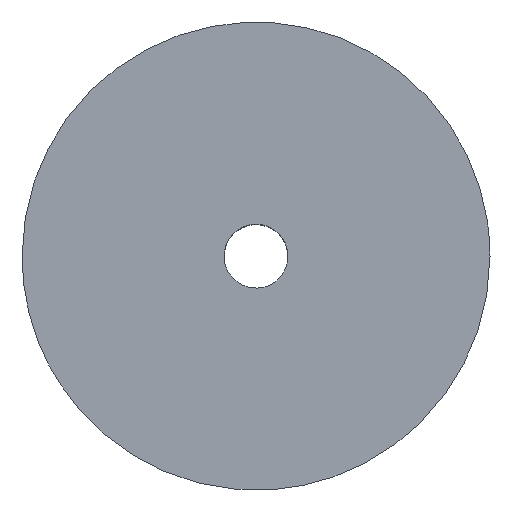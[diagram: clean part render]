
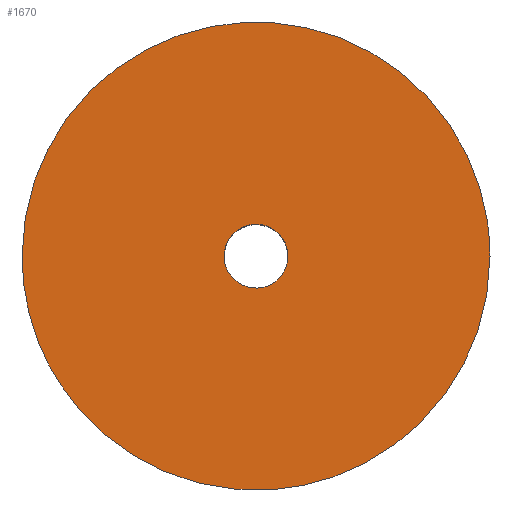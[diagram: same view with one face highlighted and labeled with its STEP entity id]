
A CAD part, top view. The second image highlights one B-rep face of the part: STEP entity #1670.
In plain terms, the highlighted free-form (B-spline) face has degree [1, 1] with [2, 2] control points.
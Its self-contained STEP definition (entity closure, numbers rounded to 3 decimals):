
#720=CARTESIAN_POINT('',(0.863,-10.966,24.));
#721=VERTEX_POINT('',#720);
#727=CARTESIAN_POINT('',(-10.229,-4.047,24.));
#728=VERTEX_POINT('',#727);
#729=CARTESIAN_POINT('',(0.863,-10.966,24.));
#730=CARTESIAN_POINT('',(0.432,-11.,24.));
#731=CARTESIAN_POINT('',(0.,-11.,24.));
#732=CARTESIAN_POINT('',(-7.478,-11.,24.));
#733=CARTESIAN_POINT('',(-10.229,-4.047,24.));
#741=(BOUNDED_CURVE()B_SPLINE_CURVE(2,(#729,#730,#731,#732,#733),.UNSPECIFIED.,.F.,.U.)B_SPLINE_CURVE_WITH_KNOTS((3,2,3),(0.736,0.75,0.938),.UNSPECIFIED.)CURVE()GEOMETRIC_REPRESENTATION_ITEM()RATIONAL_B_SPLINE_CURVE((0.97,0.984,1.0,0.78,0.89))REPRESENTATION_ITEM(''));
#742=EDGE_CURVE('',#721,#728,#741,.T.);
#794=CARTESIAN_POINT('',(-11.0,0.0,24.0));
#795=VERTEX_POINT('',#794);
#796=CARTESIAN_POINT('',(-10.229,-4.047,24.));
#797=CARTESIAN_POINT('',(-11.,-2.097,24.));
#798=CARTESIAN_POINT('',(-11.0,0.0,24.0));
#806=(BOUNDED_CURVE()B_SPLINE_CURVE(2,(#796,#797,#798),.UNSPECIFIED.,.F.,.U.)B_SPLINE_CURVE_WITH_KNOTS((3,3),(0.938,1.0),.UNSPECIFIED.)CURVE()GEOMETRIC_REPRESENTATION_ITEM()RATIONAL_B_SPLINE_CURVE((0.89,0.927,1.0))REPRESENTATION_ITEM(''));
#807=EDGE_CURVE('',#728,#795,#806,.T.);
#809=CARTESIAN_POINT('',(11.0,0.0,24.0));
#810=VERTEX_POINT('',#809);
#811=CARTESIAN_POINT('',(-11.0,0.0,24.0));
#812=CARTESIAN_POINT('',(-11.0,11.0,24.));
#813=CARTESIAN_POINT('',(0.0,11.0,24.0));
#814=CARTESIAN_POINT('',(11.0,11.0,24.));
#815=CARTESIAN_POINT('',(11.0,0.0,24.0));
#823=(BOUNDED_CURVE()B_SPLINE_CURVE(2,(#811,#812,#813,#814,#815),.UNSPECIFIED.,.F.,.U.)B_SPLINE_CURVE_WITH_KNOTS((3,2,3),(0.0,0.25,0.5),.UNSPECIFIED.)CURVE()GEOMETRIC_REPRESENTATION_ITEM()RATIONAL_B_SPLINE_CURVE((1.0,0.707,1.0,0.707,1.0))REPRESENTATION_ITEM(''));
#824=EDGE_CURVE('',#795,#810,#823,.T.);
#826=CARTESIAN_POINT('',(11.0,0.0,24.0));
#827=CARTESIAN_POINT('',(11.,-10.168,24.));
#828=CARTESIAN_POINT('',(0.863,-10.966,24.));
#836=(BOUNDED_CURVE()B_SPLINE_CURVE(2,(#826,#827,#828),.UNSPECIFIED.,.F.,.U.)B_SPLINE_CURVE_WITH_KNOTS((3,3),(0.5,0.736),.UNSPECIFIED.)CURVE()GEOMETRIC_REPRESENTATION_ITEM()RATIONAL_B_SPLINE_CURVE((1.0,0.723,0.97))REPRESENTATION_ITEM(''));
#837=EDGE_CURVE('',#810,#721,#836,.T.);
#925=CARTESIAN_POINT('',(-0.177,1.49,24.));
#926=VERTEX_POINT('',#925);
#927=CARTESIAN_POINT('',(1.5,0.0,24.0));
#928=VERTEX_POINT('',#927);
#929=CARTESIAN_POINT('',(-0.177,1.49,24.));
#930=CARTESIAN_POINT('',(-0.089,1.5,24.0));
#931=CARTESIAN_POINT('',(0.0,1.5,24.0));
#932=CARTESIAN_POINT('',(1.5,1.5,24.));
#933=CARTESIAN_POINT('',(1.5,0.0,24.0));
#941=(BOUNDED_CURVE()B_SPLINE_CURVE(2,(#929,#930,#931,#932,#933),.UNSPECIFIED.,.F.,.U.)B_SPLINE_CURVE_WITH_KNOTS((3,2,3),(0.23,0.25,0.5),.UNSPECIFIED.)CURVE()GEOMETRIC_REPRESENTATION_ITEM()RATIONAL_B_SPLINE_CURVE((0.956,0.976,1.0,0.707,1.0))REPRESENTATION_ITEM(''));
#942=EDGE_CURVE('',#926,#928,#941,.T.);
#983=CARTESIAN_POINT('',(0.092,-1.497,24.0));
#984=VERTEX_POINT('',#983);
#990=CARTESIAN_POINT('',(1.5,0.0,24.0));
#991=CARTESIAN_POINT('',(1.5,-1.411,24.));
#992=CARTESIAN_POINT('',(0.092,-1.497,24.));
#1000=(BOUNDED_CURVE()B_SPLINE_CURVE(2,(#990,#991,#992),.UNSPECIFIED.,.F.,.U.)B_SPLINE_CURVE_WITH_KNOTS((3,3),(0.5,0.739),.UNSPECIFIED.)CURVE()GEOMETRIC_REPRESENTATION_ITEM()RATIONAL_B_SPLINE_CURVE((1.0,0.72,0.976))REPRESENTATION_ITEM(''));
#1001=EDGE_CURVE('',#928,#984,#1000,.T.);
#1028=CARTESIAN_POINT('',(-1.5,0.0,24.0));
#1029=VERTEX_POINT('',#1028);
#1030=CARTESIAN_POINT('',(-1.5,0.0,24.0));
#1031=CARTESIAN_POINT('',(-1.5,1.332,24.));
#1032=CARTESIAN_POINT('',(-0.177,1.49,24.));
#1040=(BOUNDED_CURVE()B_SPLINE_CURVE(2,(#1030,#1031,#1032),.UNSPECIFIED.,.F.,.U.)B_SPLINE_CURVE_WITH_KNOTS((3,3),(0.0,0.23),.UNSPECIFIED.)CURVE()GEOMETRIC_REPRESENTATION_ITEM()RATIONAL_B_SPLINE_CURVE((1.0,0.731,0.956))REPRESENTATION_ITEM(''));
#1041=EDGE_CURVE('',#1029,#926,#1040,.T.);
#1043=CARTESIAN_POINT('',(0.092,-1.497,24.));
#1044=CARTESIAN_POINT('',(0.046,-1.5,24.));
#1045=CARTESIAN_POINT('',(0.0,-1.5,24.0));
#1046=CARTESIAN_POINT('',(-1.5,-1.5,24.));
#1047=CARTESIAN_POINT('',(-1.5,0.0,24.0));
#1055=(BOUNDED_CURVE()B_SPLINE_CURVE(2,(#1043,#1044,#1045,#1046,#1047),.UNSPECIFIED.,.F.,.U.)B_SPLINE_CURVE_WITH_KNOTS((3,2,3),(0.739,0.75,1.0),.UNSPECIFIED.)CURVE()GEOMETRIC_REPRESENTATION_ITEM()RATIONAL_B_SPLINE_CURVE((0.976,0.988,1.0,0.707,1.0))REPRESENTATION_ITEM(''));
#1056=EDGE_CURVE('',#984,#1029,#1055,.T.);
#1653=CARTESIAN_POINT('',(12.099,-12.099,24.0));
#1654=CARTESIAN_POINT('',(-12.099,-12.099,24.0));
#1655=CARTESIAN_POINT('',(12.099,12.099,24.0));
#1656=CARTESIAN_POINT('',(-12.099,12.099,24.0));
#1657=B_SPLINE_SURFACE_WITH_KNOTS('',1,1,((#1653,#1655),(#1654,#1656)),.UNSPECIFIED.,.F.,.F.,.U.,(2,2),(2,2),(0.0,24.198),(0.0,24.198),.UNSPECIFIED.);
#1658=ORIENTED_EDGE('',*,*,#807,.F.);
#1659=ORIENTED_EDGE('',*,*,#742,.F.);
#1660=ORIENTED_EDGE('',*,*,#837,.F.);
#1661=ORIENTED_EDGE('',*,*,#824,.F.);
#1662=EDGE_LOOP('',(#1658,#1659,#1660,#1661));
#1663=FACE_OUTER_BOUND('',#1662,.T.);
#1664=ORIENTED_EDGE('',*,*,#1001,.T.);
#1665=ORIENTED_EDGE('',*,*,#1056,.T.);
#1666=ORIENTED_EDGE('',*,*,#1041,.T.);
#1667=ORIENTED_EDGE('',*,*,#942,.T.);
#1668=EDGE_LOOP('',(#1664,#1665,#1666,#1667));
#1669=FACE_BOUND('',#1668,.T.);
#1670=ADVANCED_FACE('',(#1663,#1669),#1657,.F.);
